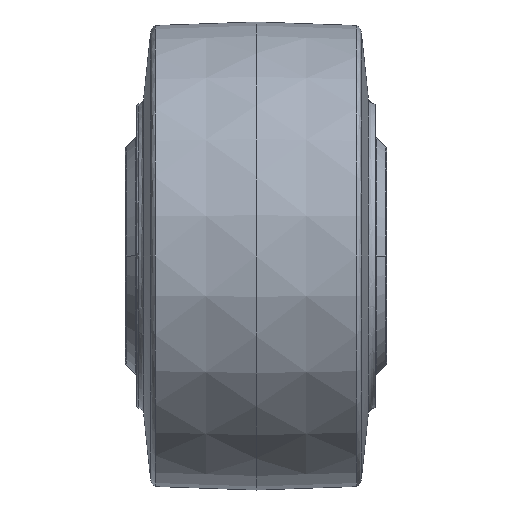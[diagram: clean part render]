
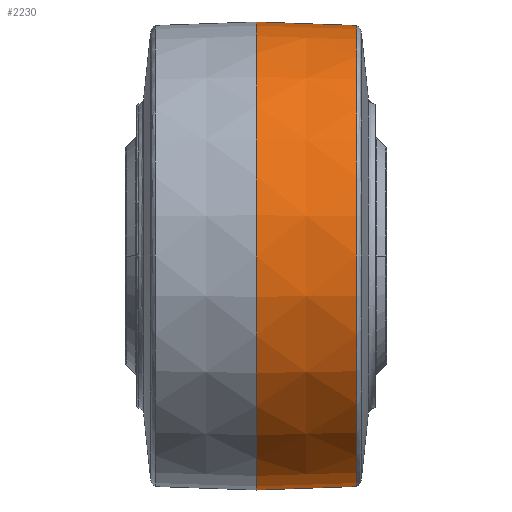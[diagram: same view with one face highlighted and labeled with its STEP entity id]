
A CAD part, front view. The second image highlights one B-rep face of the part: STEP entity #2230.
In plain terms, the highlighted conical face has half-angle 2 degrees and reference radius 49.784 mm.
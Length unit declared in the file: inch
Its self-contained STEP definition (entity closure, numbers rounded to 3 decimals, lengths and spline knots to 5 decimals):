
#114 = CARTESIAN_POINT ( 'NONE',  ( 0.845, 0., 1.93049 ) ) ;
#292 = DIRECTION ( 'NONE',  ( 0., 0., -1. ) ) ;
#306 = AXIS2_PLACEMENT_3D ( 'NONE', #2258, #2008, #2503 ) ;
#318 = DIRECTION ( 'NONE',  ( 0., 0., 1. ) ) ;
#345 = CIRCLE ( 'NONE', #306, 1.96 ) ;
#370 = CARTESIAN_POINT ( 'NONE',  ( 0., 0., 1.96 ) ) ;
#399 = CARTESIAN_POINT ( 'NONE',  ( 0., 0., -1.96 ) ) ;
#419 = ORIENTED_EDGE ( 'NONE', *, *, #1967, .F. ) ;
#477 = CONICAL_SURFACE ( 'NONE', #3115, 1.96, 0.035 ) ;
#497 = EDGE_LOOP ( 'NONE', ( #3168, #2868, #820, #419 ) ) ;
#606 = DIRECTION ( 'NONE',  ( -0.999, 0., 0.035 ) ) ;
#624 = EDGE_CURVE ( 'NONE', #711, #2833, #2512, .T. ) ;
#711 = VERTEX_POINT ( 'NONE', #114 ) ;
#795 = VECTOR ( 'NONE', #1632, 39.37008 ) ;
#820 = ORIENTED_EDGE ( 'NONE', *, *, #1379, .T. ) ;
#1075 = AXIS2_PLACEMENT_3D ( 'NONE', #1129, #1362, #318 ) ;
#1129 = CARTESIAN_POINT ( 'NONE',  ( 0.845, 0., 0. ) ) ;
#1145 = CARTESIAN_POINT ( 'NONE',  ( 0., 0., 1.96 ) ) ;
#1362 = DIRECTION ( 'NONE',  ( -1., 0., 0. ) ) ;
#1379 = EDGE_CURVE ( 'NONE', #2833, #2919, #345, .T. ) ;
#1388 = CARTESIAN_POINT ( 'NONE',  ( 0., 0., -1.96 ) ) ;
#1632 = DIRECTION ( 'NONE',  ( -0.999, 0., -0.035 ) ) ;
#1967 = EDGE_CURVE ( 'NONE', #2006, #2919, #2191, .T. ) ;
#2006 = VERTEX_POINT ( 'NONE', #3307 ) ;
#2008 = DIRECTION ( 'NONE',  ( 1., 0., 0. ) ) ;
#2098 = CARTESIAN_POINT ( 'NONE',  ( 0., 0., 0. ) ) ;
#2191 = LINE ( 'NONE', #1388, #795 ) ;
#2230 = ADVANCED_FACE ( 'NONE', ( #2688 ), #477, .T. ) ;
#2250 = EDGE_CURVE ( 'NONE', #2006, #711, #2514, .T. ) ;
#2258 = CARTESIAN_POINT ( 'NONE',  ( 0., 0., 0. ) ) ;
#2503 = DIRECTION ( 'NONE',  ( 0., 0., -1. ) ) ;
#2512 = LINE ( 'NONE', #1145, #2848 ) ;
#2514 = CIRCLE ( 'NONE', #1075, 1.93049 ) ;
#2594 = DIRECTION ( 'NONE',  ( -1., 0., 0. ) ) ;
#2688 = FACE_OUTER_BOUND ( 'NONE', #497, .T. ) ;
#2833 = VERTEX_POINT ( 'NONE', #370 ) ;
#2848 = VECTOR ( 'NONE', #606, 39.37008 ) ;
#2868 = ORIENTED_EDGE ( 'NONE', *, *, #624, .T. ) ;
#2919 = VERTEX_POINT ( 'NONE', #399 ) ;
#3115 = AXIS2_PLACEMENT_3D ( 'NONE', #2098, #2594, #292 ) ;
#3168 = ORIENTED_EDGE ( 'NONE', *, *, #2250, .T. ) ;
#3307 = CARTESIAN_POINT ( 'NONE',  ( 0.845, 0., -1.93049 ) ) ;
